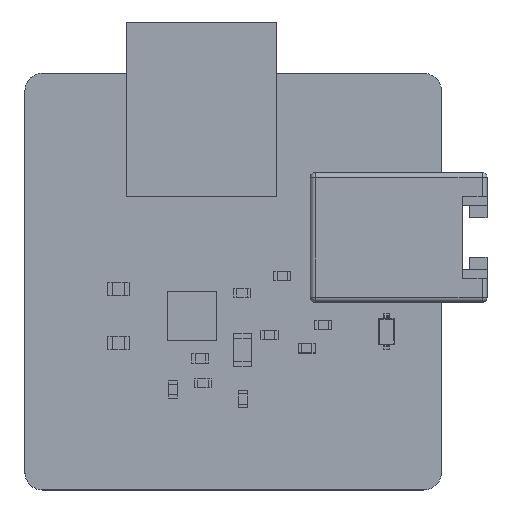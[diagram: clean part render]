
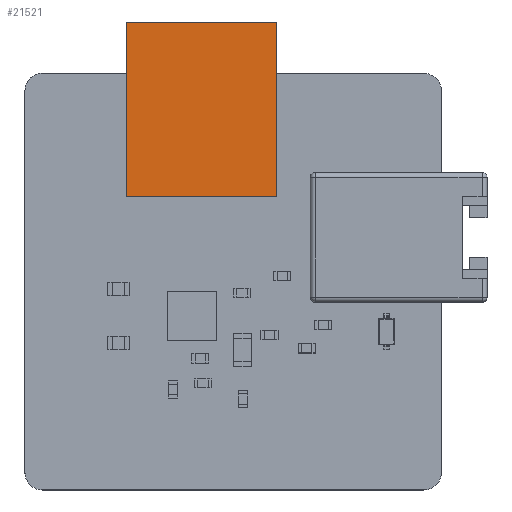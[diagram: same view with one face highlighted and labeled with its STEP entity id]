
A CAD part, top view. The second image highlights one B-rep face of the part: STEP entity #21521.
In plain terms, the highlighted planar face has unit normal (0, 0, 1).
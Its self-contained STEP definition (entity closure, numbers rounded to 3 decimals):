
#21207 = VERTEX_POINT('',#21208);
#21208 = CARTESIAN_POINT('',(-7.65,-8.875,12.7));
#21215 = PLANE('',#21216);
#21216 = AXIS2_PLACEMENT_3D('',#21217,#21218,#21219);
#21217 = CARTESIAN_POINT('',(-7.65,-8.875,0.));
#21218 = DIRECTION('',(0.,1.,0.));
#21219 = DIRECTION('',(1.,0.,0.));
#21227 = PLANE('',#21228);
#21228 = AXIS2_PLACEMENT_3D('',#21229,#21230,#21231);
#21229 = CARTESIAN_POINT('',(-7.65,8.875,0.));
#21230 = DIRECTION('',(1.,0.,0.));
#21231 = DIRECTION('',(0.,-1.,0.));
#21239 = EDGE_CURVE('',#21207,#21240,#21242,.T.);
#21240 = VERTEX_POINT('',#21241);
#21241 = CARTESIAN_POINT('',(7.65,-8.875,12.7));
#21242 = SURFACE_CURVE('',#21243,(#21247,#21254),.PCURVE_S1.);
#21243 = LINE('',#21244,#21245);
#21244 = CARTESIAN_POINT('',(-7.65,-8.875,12.7));
#21245 = VECTOR('',#21246,1.);
#21246 = DIRECTION('',(1.,0.,0.));
#21247 = PCURVE('',#21215,#21248);
#21248 = DEFINITIONAL_REPRESENTATION('',(#21249),#21253);
#21249 = LINE('',#21250,#21251);
#21250 = CARTESIAN_POINT('',(0.,-12.7));
#21251 = VECTOR('',#21252,1.);
#21252 = DIRECTION('',(1.,0.));
#21253 = ( GEOMETRIC_REPRESENTATION_CONTEXT(2) 
PARAMETRIC_REPRESENTATION_CONTEXT() REPRESENTATION_CONTEXT('2D SPACE',''
  ) );
#21254 = PCURVE('',#21255,#21260);
#21255 = PLANE('',#21256);
#21256 = AXIS2_PLACEMENT_3D('',#21257,#21258,#21259);
#21257 = CARTESIAN_POINT('',(-7.65,-8.875,12.7));
#21258 = DIRECTION('',(0.,0.,-1.));
#21259 = DIRECTION('',(-1.,0.,0.));
#21260 = DEFINITIONAL_REPRESENTATION('',(#21261),#21265);
#21261 = LINE('',#21262,#21263);
#21262 = CARTESIAN_POINT('',(0.,0.));
#21263 = VECTOR('',#21264,1.);
#21264 = DIRECTION('',(-1.,0.));
#21265 = ( GEOMETRIC_REPRESENTATION_CONTEXT(2) 
PARAMETRIC_REPRESENTATION_CONTEXT() REPRESENTATION_CONTEXT('2D SPACE',''
  ) );
#21283 = PLANE('',#21284);
#21284 = AXIS2_PLACEMENT_3D('',#21285,#21286,#21287);
#21285 = CARTESIAN_POINT('',(7.65,-8.875,0.));
#21286 = DIRECTION('',(-1.,0.,0.));
#21287 = DIRECTION('',(0.,1.,0.));
#21325 = EDGE_CURVE('',#21240,#21326,#21328,.T.);
#21326 = VERTEX_POINT('',#21327);
#21327 = CARTESIAN_POINT('',(7.65,8.875,12.7));
#21328 = SURFACE_CURVE('',#21329,(#21333,#21340),.PCURVE_S1.);
#21329 = LINE('',#21330,#21331);
#21330 = CARTESIAN_POINT('',(7.65,-8.875,12.7));
#21331 = VECTOR('',#21332,1.);
#21332 = DIRECTION('',(0.,1.,0.));
#21333 = PCURVE('',#21283,#21334);
#21334 = DEFINITIONAL_REPRESENTATION('',(#21335),#21339);
#21335 = LINE('',#21336,#21337);
#21336 = CARTESIAN_POINT('',(0.,-12.7));
#21337 = VECTOR('',#21338,1.);
#21338 = DIRECTION('',(1.,0.));
#21339 = ( GEOMETRIC_REPRESENTATION_CONTEXT(2) 
PARAMETRIC_REPRESENTATION_CONTEXT() REPRESENTATION_CONTEXT('2D SPACE',''
  ) );
#21340 = PCURVE('',#21255,#21341);
#21341 = DEFINITIONAL_REPRESENTATION('',(#21342),#21346);
#21342 = LINE('',#21343,#21344);
#21343 = CARTESIAN_POINT('',(-15.3,0.));
#21344 = VECTOR('',#21345,1.);
#21345 = DIRECTION('',(0.,1.));
#21346 = ( GEOMETRIC_REPRESENTATION_CONTEXT(2) 
PARAMETRIC_REPRESENTATION_CONTEXT() REPRESENTATION_CONTEXT('2D SPACE',''
  ) );
#21364 = PLANE('',#21365);
#21365 = AXIS2_PLACEMENT_3D('',#21366,#21367,#21368);
#21366 = CARTESIAN_POINT('',(7.65,8.875,0.));
#21367 = DIRECTION('',(0.,-1.,0.));
#21368 = DIRECTION('',(-1.,0.,0.));
#21401 = EDGE_CURVE('',#21326,#21402,#21404,.T.);
#21402 = VERTEX_POINT('',#21403);
#21403 = CARTESIAN_POINT('',(-7.65,8.875,12.7));
#21404 = SURFACE_CURVE('',#21405,(#21409,#21416),.PCURVE_S1.);
#21405 = LINE('',#21406,#21407);
#21406 = CARTESIAN_POINT('',(7.65,8.875,12.7));
#21407 = VECTOR('',#21408,1.);
#21408 = DIRECTION('',(-1.,0.,0.));
#21409 = PCURVE('',#21364,#21410);
#21410 = DEFINITIONAL_REPRESENTATION('',(#21411),#21415);
#21411 = LINE('',#21412,#21413);
#21412 = CARTESIAN_POINT('',(0.,-12.7));
#21413 = VECTOR('',#21414,1.);
#21414 = DIRECTION('',(1.,0.));
#21415 = ( GEOMETRIC_REPRESENTATION_CONTEXT(2) 
PARAMETRIC_REPRESENTATION_CONTEXT() REPRESENTATION_CONTEXT('2D SPACE',''
  ) );
#21416 = PCURVE('',#21255,#21417);
#21417 = DEFINITIONAL_REPRESENTATION('',(#21418),#21422);
#21418 = LINE('',#21419,#21420);
#21419 = CARTESIAN_POINT('',(-15.3,17.75));
#21420 = VECTOR('',#21421,1.);
#21421 = DIRECTION('',(1.,0.));
#21422 = ( GEOMETRIC_REPRESENTATION_CONTEXT(2) 
PARAMETRIC_REPRESENTATION_CONTEXT() REPRESENTATION_CONTEXT('2D SPACE',''
  ) );
#21472 = EDGE_CURVE('',#21402,#21207,#21473,.T.);
#21473 = SURFACE_CURVE('',#21474,(#21478,#21485),.PCURVE_S1.);
#21474 = LINE('',#21475,#21476);
#21475 = CARTESIAN_POINT('',(-7.65,8.875,12.7));
#21476 = VECTOR('',#21477,1.);
#21477 = DIRECTION('',(0.,-1.,0.));
#21478 = PCURVE('',#21227,#21479);
#21479 = DEFINITIONAL_REPRESENTATION('',(#21480),#21484);
#21480 = LINE('',#21481,#21482);
#21481 = CARTESIAN_POINT('',(0.,-12.7));
#21482 = VECTOR('',#21483,1.);
#21483 = DIRECTION('',(1.,0.));
#21484 = ( GEOMETRIC_REPRESENTATION_CONTEXT(2) 
PARAMETRIC_REPRESENTATION_CONTEXT() REPRESENTATION_CONTEXT('2D SPACE',''
  ) );
#21485 = PCURVE('',#21255,#21486);
#21486 = DEFINITIONAL_REPRESENTATION('',(#21487),#21491);
#21487 = LINE('',#21488,#21489);
#21488 = CARTESIAN_POINT('',(0.,17.75));
#21489 = VECTOR('',#21490,1.);
#21490 = DIRECTION('',(0.,-1.));
#21491 = ( GEOMETRIC_REPRESENTATION_CONTEXT(2) 
PARAMETRIC_REPRESENTATION_CONTEXT() REPRESENTATION_CONTEXT('2D SPACE',''
  ) );
#21521 = ADVANCED_FACE('',(#21522),#21255,.F.);
#21522 = FACE_BOUND('',#21523,.T.);
#21523 = EDGE_LOOP('',(#21524,#21525,#21526,#21527));
#21524 = ORIENTED_EDGE('',*,*,#21239,.T.);
#21525 = ORIENTED_EDGE('',*,*,#21325,.T.);
#21526 = ORIENTED_EDGE('',*,*,#21401,.T.);
#21527 = ORIENTED_EDGE('',*,*,#21472,.T.);
